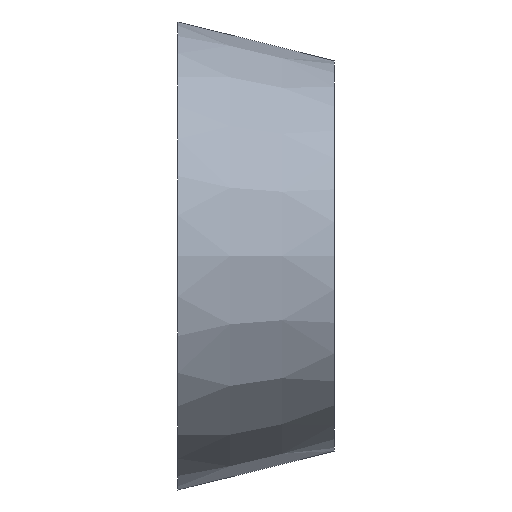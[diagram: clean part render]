
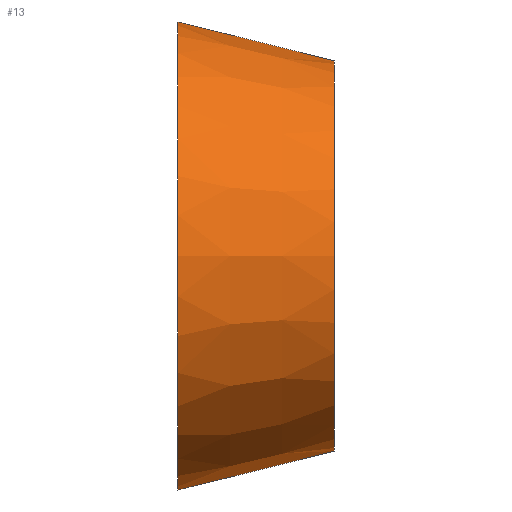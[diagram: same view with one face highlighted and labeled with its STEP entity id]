
A CAD part, left-side view. The second image highlights one B-rep face of the part: STEP entity #13.
In plain terms, the highlighted conical face has half-angle 14.036 degrees and reference radius 225 mm.
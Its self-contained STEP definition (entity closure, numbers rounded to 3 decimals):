
#9 = ORIENTED_EDGE ( 'NONE', *, *, #569, .F. ) ;
#13 = ADVANCED_FACE ( 'NONE', ( #487 ), #492, .T. ) ;
#36 = VERTEX_POINT ( 'NONE', #582 ) ;
#46 = CARTESIAN_POINT ( 'NONE',  ( 0., 0., 187.5 ) ) ;
#59 = CARTESIAN_POINT ( 'NONE',  ( 0., 0., 0. ) ) ;
#80 = VERTEX_POINT ( 'NONE', #46 ) ;
#106 = CARTESIAN_POINT ( 'NONE',  ( 0., 150., 225. ) ) ;
#118 = DIRECTION ( 'NONE',  ( 0., 0., 1. ) ) ;
#136 = DIRECTION ( 'NONE',  ( 0., 0., -1. ) ) ;
#169 = ORIENTED_EDGE ( 'NONE', *, *, #318, .T. ) ;
#173 = EDGE_CURVE ( 'NONE', #370, #36, #566, .T. ) ;
#176 = VECTOR ( 'NONE', #344, 1000. ) ;
#208 = VECTOR ( 'NONE', #251, 1000. ) ;
#217 = CIRCLE ( 'NONE', #441, 225. ) ;
#245 = EDGE_LOOP ( 'NONE', ( #558, #9, #340, #169 ) ) ;
#251 = DIRECTION ( 'NONE',  ( 0., 0.97, -0.243 ) ) ;
#263 = DIRECTION ( 'NONE',  ( 0., -1., 0. ) ) ;
#278 = CARTESIAN_POINT ( 'NONE',  ( 0., 150., 0. ) ) ;
#284 = CARTESIAN_POINT ( 'NONE',  ( 0., 150., 0. ) ) ;
#306 = CARTESIAN_POINT ( 'NONE',  ( 0., 150., -225. ) ) ;
#318 = EDGE_CURVE ( 'NONE', #427, #36, #217, .T. ) ;
#340 = ORIENTED_EDGE ( 'NONE', *, *, #426, .T. ) ;
#344 = DIRECTION ( 'NONE',  ( 0., 0.97, 0.243 ) ) ;
#356 = CIRCLE ( 'NONE', #559, 187.5 ) ;
#357 = DIRECTION ( 'NONE',  ( 0., -1., 0. ) ) ;
#370 = VERTEX_POINT ( 'NONE', #574 ) ;
#386 = AXIS2_PLACEMENT_3D ( 'NONE', #278, #591, #118 ) ;
#420 = CARTESIAN_POINT ( 'NONE',  ( 0., 150., 225. ) ) ;
#426 = EDGE_CURVE ( 'NONE', #80, #427, #571, .T. ) ;
#427 = VERTEX_POINT ( 'NONE', #106 ) ;
#441 = AXIS2_PLACEMENT_3D ( 'NONE', #284, #263, #136 ) ;
#487 = FACE_OUTER_BOUND ( 'NONE', #245, .T. ) ;
#492 = CONICAL_SURFACE ( 'NONE', #386, 225., 0.245 ) ;
#543 = DIRECTION ( 'NONE',  ( 0., 0., -1. ) ) ;
#558 = ORIENTED_EDGE ( 'NONE', *, *, #173, .F. ) ;
#559 = AXIS2_PLACEMENT_3D ( 'NONE', #59, #357, #543 ) ;
#566 = LINE ( 'NONE', #306, #208 ) ;
#569 = EDGE_CURVE ( 'NONE', #80, #370, #356, .T. ) ;
#571 = LINE ( 'NONE', #420, #176 ) ;
#574 = CARTESIAN_POINT ( 'NONE',  ( 0., 0., -187.5 ) ) ;
#582 = CARTESIAN_POINT ( 'NONE',  ( 0., 150., -225. ) ) ;
#591 = DIRECTION ( 'NONE',  ( 0., 1., 0. ) ) ;
